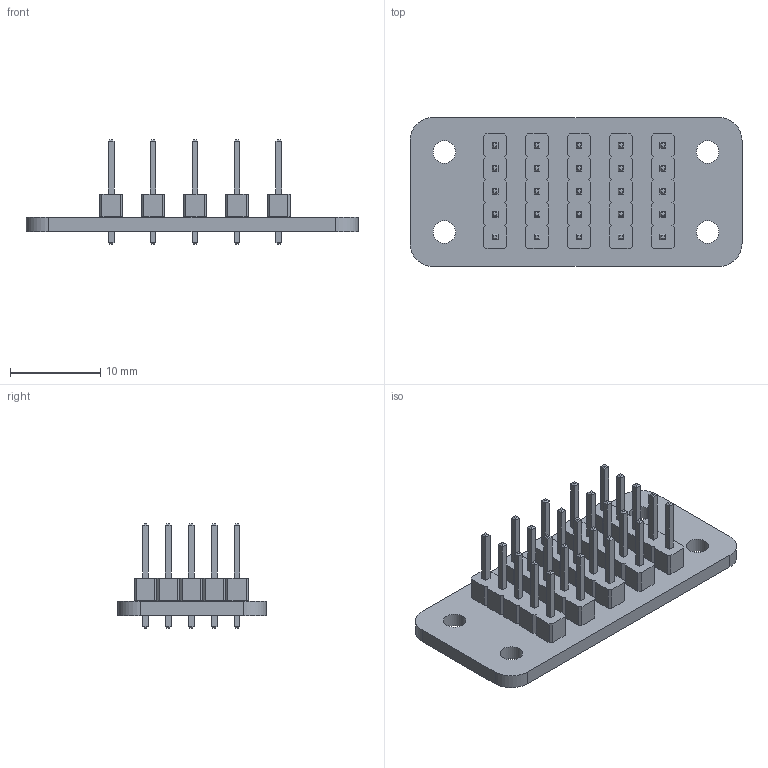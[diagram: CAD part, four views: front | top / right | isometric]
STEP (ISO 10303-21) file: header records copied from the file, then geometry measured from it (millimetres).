
FILE_DESCRIPTION(('KiCad electronic assembly'),'2;1');
FILE_NAME('i2c_header_x5.step','2021-11-06T17:14:43',('An Author'),( 'A Company'),'Open CASCADE STEP processor 7.5', 'KiCad to STEP converter','Unknown');
FILE_SCHEMA(('AUTOMOTIVE_DESIGN { 1 0 10303 214 1 1 1 1 }'));
Length unit declared in the file: millimetre
Products named in the file (4): Open CASCADE STEP translator 7.5 1; PinHeader_1x05_P2.54mm_Vertical; SOLID; COMPOUND
Assembly tree (7 placements, depth 3):
  Open CASCADE STEP translator 7.5 1
    PinHeader_1x05_P2.54mm_Vertical  x5
      SOLID
    COMPOUND
Bounding box: 36.83 x 16.51 x 11.54 mm (x, y, z)
Volume: 1393.5 mm3; surface area: 2745.1 mm2
Topology: 6 solids, 6 shells, 659 faces, 1591 edges, 994 vertices
Faces by surface type: plane 626, cylinder 33
Full cylindrical faces by diameter (mm): 1 x25, 2.5 x4
Entity records: 11158 total; most frequent: CARTESIAN_POINT 1650, DIRECTION 1629, LINE 1089, VECTOR 1089, ORIENTED_EDGE 814, PCURVE 814, DEFINITIONAL_REPRESENTATION 814, EDGE_CURVE 407
